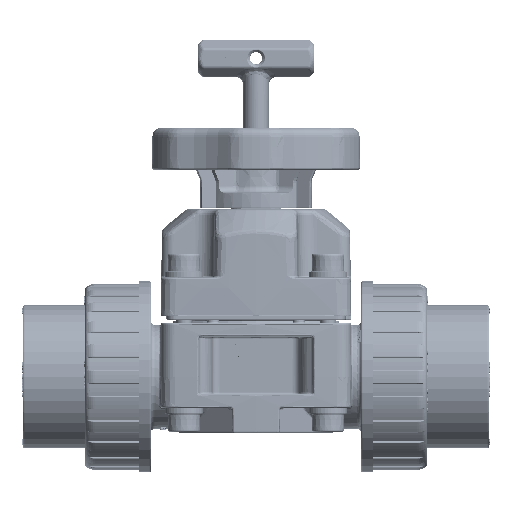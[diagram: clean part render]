
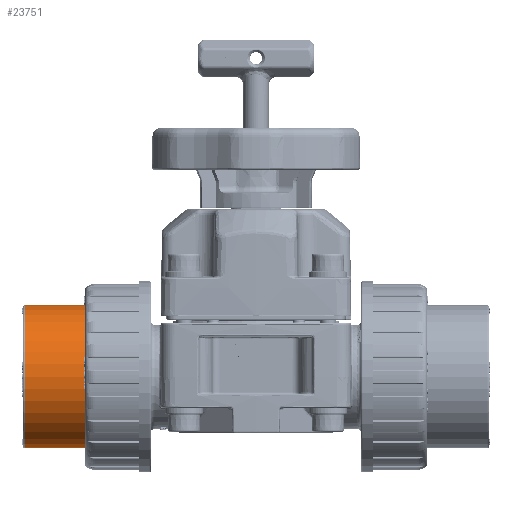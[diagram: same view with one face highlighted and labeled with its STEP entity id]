
A CAD part, front view. The second image highlights one B-rep face of the part: STEP entity #23751.
In plain terms, the highlighted cylindrical face has radius 36.75 mm (diameter 73.5 mm), a full revolution.
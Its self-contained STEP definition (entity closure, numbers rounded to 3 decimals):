
#23751=ADVANCED_FACE('',(#27877,#27878),#26452,.T.);
#26452=CYLINDRICAL_SURFACE('',#154204,36.75);
#27877=FACE_BOUND('',#35210,.T.);
#27878=FACE_BOUND('',#35211,.T.);
#35210=EDGE_LOOP('',(#92875));
#35211=EDGE_LOOP('',(#92876));
#92875=ORIENTED_EDGE('',*,*,#131686,.T.);
#92876=ORIENTED_EDGE('',*,*,#131687,.T.);
#112735=VERTEX_POINT('',#350348);
#112736=VERTEX_POINT('',#350350);
#131686=EDGE_CURVE('',#112735,#112735,#139713,.T.);
#131687=EDGE_CURVE('',#112736,#112736,#139714,.T.);
#139713=CIRCLE('',#154202,36.75);
#139714=CIRCLE('',#154203,36.75);
#154202=AXIS2_PLACEMENT_3D('',#350347,#181740,#181741);
#154203=AXIS2_PLACEMENT_3D('',#350349,#181742,#181743);
#154204=AXIS2_PLACEMENT_3D('',#350351,#181744,#181745);
#181740=DIRECTION('',(1.,0.,0.));
#181741=DIRECTION('',(0.,0.,-1.));
#181742=DIRECTION('',(-1.,0.,0.));
#181743=DIRECTION('',(0.,0.,1.));
#181744=DIRECTION('',(-1.,0.,0.));
#181745=DIRECTION('',(0.,0.,-1.));
#350347=CARTESIAN_POINT('',(106.2,-209.27,-6.73));
#350348=CARTESIAN_POINT('',(106.2,-209.27,-43.48));
#350349=CARTESIAN_POINT('',(143.,-209.27,-6.73));
#350350=CARTESIAN_POINT('',(143.,-209.27,30.02));
#350351=CARTESIAN_POINT('',(147.2,-209.27,-6.73));
